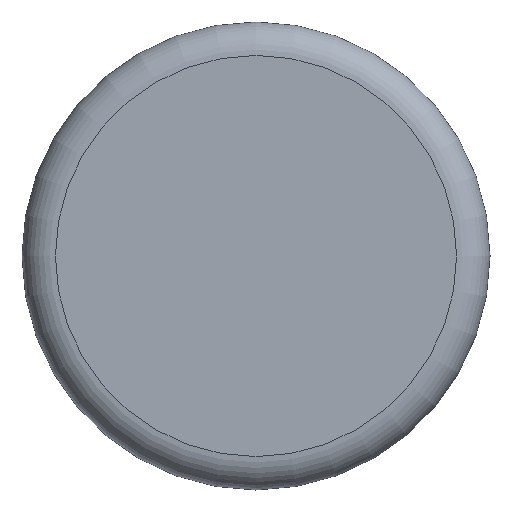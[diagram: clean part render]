
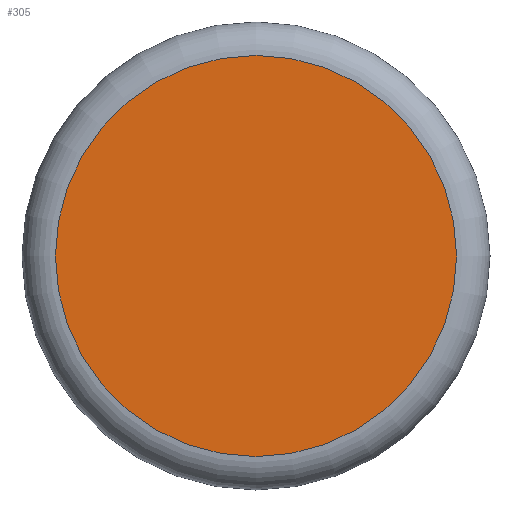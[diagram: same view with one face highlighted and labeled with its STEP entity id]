
A CAD part, front view. The second image highlights one B-rep face of the part: STEP entity #305.
In plain terms, the highlighted planar face has unit normal (0, -1, 0).
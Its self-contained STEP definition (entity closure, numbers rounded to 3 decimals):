
#38=CIRCLE('',#359,6.);
#44=PLANE('',#361);
#64=FACE_OUTER_BOUND('',#86,.T.);
#86=EDGE_LOOP('',(#268));
#158=VERTEX_POINT('',#547);
#196=EDGE_CURVE('',#158,#158,#38,.T.);
#268=ORIENTED_EDGE('',*,*,#196,.F.);
#305=ADVANCED_FACE('',(#64),#44,.T.);
#359=AXIS2_PLACEMENT_3D('',#548,#454,#455);
#361=AXIS2_PLACEMENT_3D('',#550,#458,#459);
#454=DIRECTION('center_axis',(0.,1.,0.));
#455=DIRECTION('ref_axis',(1.,0.,0.));
#458=DIRECTION('center_axis',(0.,-1.,0.));
#459=DIRECTION('ref_axis',(1.,0.,0.));
#547=CARTESIAN_POINT('',(0.,-152.,6.));
#548=CARTESIAN_POINT('Origin',(0.,-152.,0.));
#550=CARTESIAN_POINT('Origin',(0.,-152.,0.));
